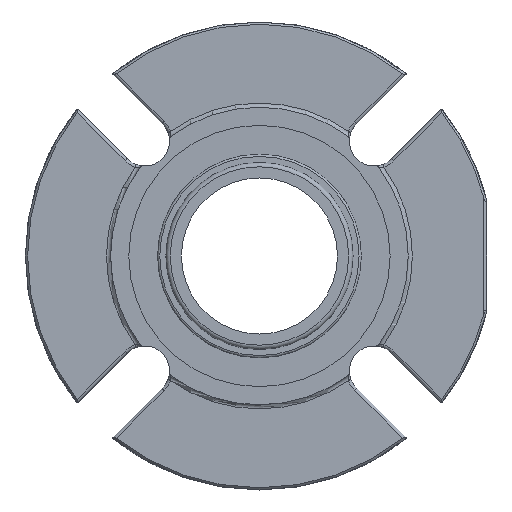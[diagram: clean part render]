
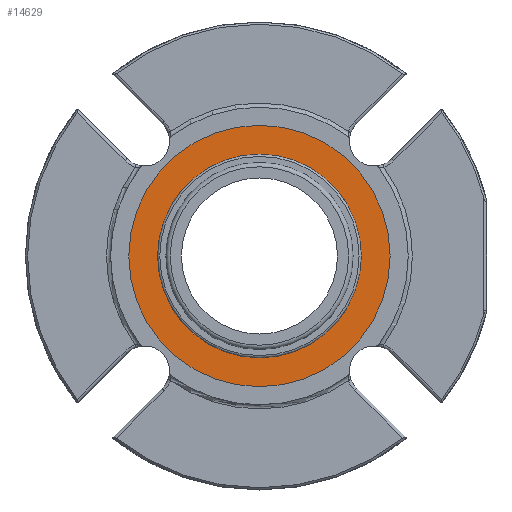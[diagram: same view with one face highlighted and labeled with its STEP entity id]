
A CAD part, left-side view. The second image highlights one B-rep face of the part: STEP entity #14629.
In plain terms, the highlighted planar face has unit normal (-1, 0, 0).
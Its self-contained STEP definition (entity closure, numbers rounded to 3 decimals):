
#1952=PLANE('',#15592);
#4405=ORIENTED_EDGE('',*,*,#6246,.T.);
#4406=ORIENTED_EDGE('',*,*,#6245,.F.);
#6245=EDGE_CURVE('',#7311,#7311,#7956,.F.);
#6246=EDGE_CURVE('',#7312,#7312,#7957,.T.);
#7311=VERTEX_POINT('',#25296);
#7312=VERTEX_POINT('',#25299);
#7956=CIRCLE('',#15591,35.878);
#7957=CIRCLE('',#15593,46.038);
#8619=EDGE_LOOP('',(#4405));
#8620=EDGE_LOOP('',(#4406));
#9350=FACE_BOUND('',#8619,.T.);
#9351=FACE_BOUND('',#8620,.T.);
#14629=ADVANCED_FACE('',(#9350,#9351),#1952,.F.);
#15591=AXIS2_PLACEMENT_3D('',#25295,#17934,#17935);
#15592=AXIS2_PLACEMENT_3D('',#25297,#17936,#17937);
#15593=AXIS2_PLACEMENT_3D('',#25298,#17938,#17939);
#17934=DIRECTION('',(1.,0.,0.));
#17935=DIRECTION('',(0.,1.,0.));
#17936=DIRECTION('',(1.,0.,0.));
#17937=DIRECTION('',(0.,0.,1.));
#17938=DIRECTION('',(-1.,0.,0.));
#17939=DIRECTION('',(0.,0.,-1.));
#25295=CARTESIAN_POINT('',(-0.508,0.,0.));
#25296=CARTESIAN_POINT('',(-0.508,35.878,0.));
#25297=CARTESIAN_POINT('',(-0.508,0.,-46.038));
#25298=CARTESIAN_POINT('',(-0.508,0.,0.));
#25299=CARTESIAN_POINT('',(-0.508,0.,-46.038));
